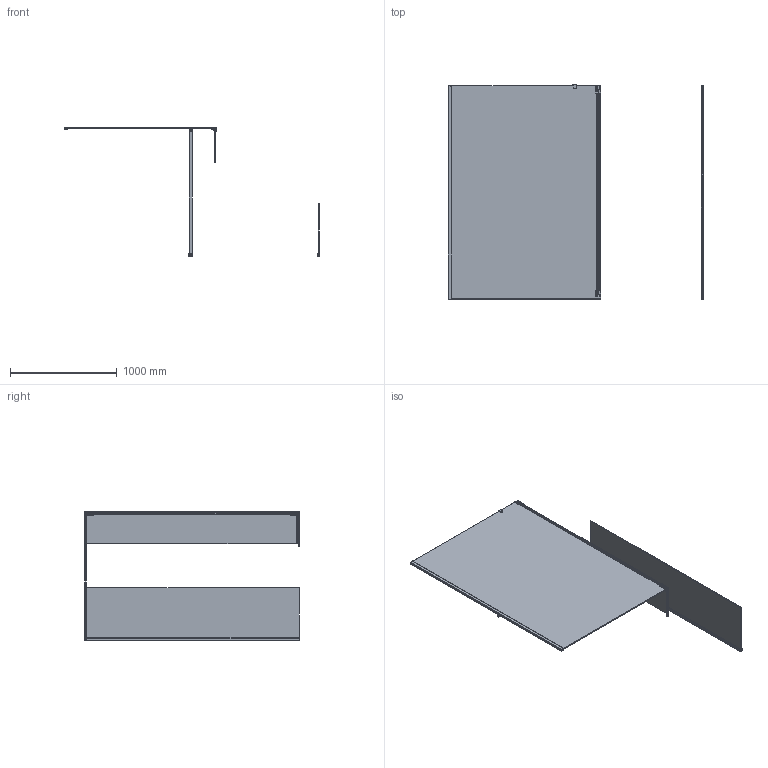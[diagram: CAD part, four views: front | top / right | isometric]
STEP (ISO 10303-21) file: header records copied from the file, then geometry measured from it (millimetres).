
FILE_DESCRIPTION (( 'STEP AP214' ), '1' );
FILE_NAME ('16.STEP', '2020-12-15T13:06:14', ( '' ), ( '' ), 'SwSTEP 2.0', 'SolidWorks 2010', '' );
FILE_SCHEMA (( 'AUTOMOTIVE_DESIGN' ));
Length unit declared in the file: millimetre
Products named in the file (34): LW-F; Fixed glass500X2000; LP-3082; HDMJT3; Fixed glass1400X2000; LP-3075; 10mmDBJT; Straight bracing bar; LW-A; LW-3533; LP-3079; LP-3076; 163; LW-E; Bottom seal for fixed glass; 13 - 萵掛; HDMJT4; LW-3518; 15; Deflector hinge+moving door; LP-3074; LP-3083; 10X30-1150; LW-B; LP-3081; LP-3084; HDMJT2; LP-3078; LW-C; 16; LW-1021; LW-D; LW-1421; LP-3080
Assembly tree (47 placements, depth 3):
  16
    LW-C
    Bottom seal for fixed glass
    HDMJT2
    Fixed glass500X2000
    10mmDBJT
    Deflector hinge+moving door
      LP-3078  x2
      15
      LP-3079  x4
      LW-B
      LP-3080
      LP-3081
      163
      HDMJT4
      LW-3533  x4
      LP-3083  x4
      HDMJT3
      LW-F
      LW-E
      LW-A
      LP-3082  x2
      LP-3076
      LW-D
    Fixed glass1400X2000
    13 - 萵掛
      LW-C
      LP-3084
      10mmDBJT
    Straight bracing bar
      LW-1021
      LW-1421
      LP-3075
      LP-3074
      LW-3518
      10X30-1150
    LP-3084
Bounding box: 2392.35 x 2015.15 x 1215 mm (x, y, z)
Volume: 43737220.1 mm3; surface area: 11182063.2 mm2
Topology: 45 solids, 45 shells, 4667 faces, 11679 edges, 7190 vertices
Faces by surface type: plane 1809, cylinder 1142, bspline 1029, torus 337, sphere 224, cone 126
Entity records: 154280 total; most frequent: CARTESIAN_POINT 78974, ORIENTED_EDGE 15772, DIRECTION 13875, EDGE_CURVE 7886, VERTEX_POINT 4909, AXIS2_PLACEMENT_3D 4704, LINE 4467, VECTOR 4467
